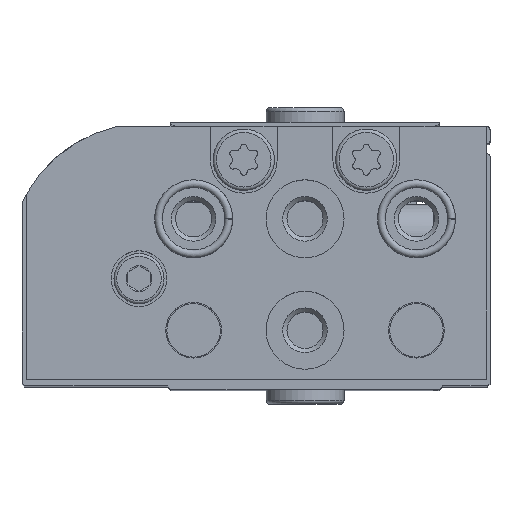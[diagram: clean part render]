
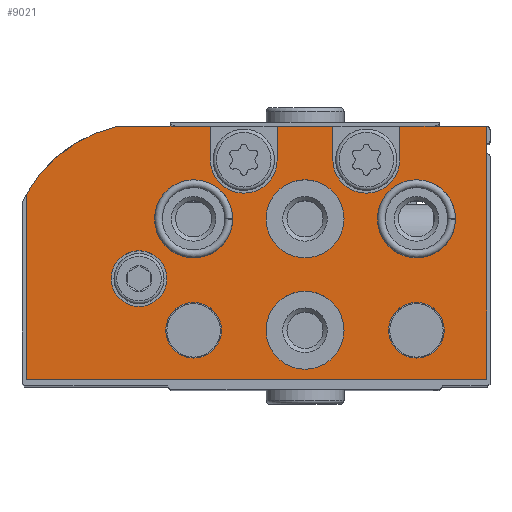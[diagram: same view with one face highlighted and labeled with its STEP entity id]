
A CAD part, top view. The second image highlights one B-rep face of the part: STEP entity #9021.
In plain terms, the highlighted face is planar.
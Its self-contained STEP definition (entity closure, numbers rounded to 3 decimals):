
#920=LINE('',#15544,#1621);
#924=LINE('',#15552,#1625);
#928=LINE('',#15558,#1629);
#931=LINE('',#15578,#1632);
#932=LINE('',#15582,#1633);
#933=LINE('',#15585,#1634);
#934=LINE('',#15587,#1635);
#935=LINE('',#15589,#1636);
#936=LINE('',#15590,#1637);
#937=LINE('',#15594,#1638);
#1621=VECTOR('',#12602,1000.);
#1625=VECTOR('',#12606,1000.);
#1629=VECTOR('',#12610,1000.);
#1632=VECTOR('',#12629,1000.);
#1633=VECTOR('',#12632,1000.);
#1634=VECTOR('',#12635,1000.);
#1635=VECTOR('',#12636,1000.);
#1636=VECTOR('',#12637,1000.);
#1637=VECTOR('',#12638,1000.);
#1638=VECTOR('',#12641,1000.);
#3441=ORIENTED_EDGE('',*,*,#5145,.T.);
#3442=ORIENTED_EDGE('',*,*,#5146,.T.);
#3443=ORIENTED_EDGE('',*,*,#5147,.T.);
#3444=ORIENTED_EDGE('',*,*,#5148,.T.);
#3445=ORIENTED_EDGE('',*,*,#5149,.T.);
#3446=ORIENTED_EDGE('',*,*,#5150,.T.);
#3447=ORIENTED_EDGE('',*,*,#5151,.T.);
#3448=ORIENTED_EDGE('',*,*,#5152,.T.);
#3449=ORIENTED_EDGE('',*,*,#5153,.T.);
#3450=ORIENTED_EDGE('',*,*,#5154,.T.);
#3451=ORIENTED_EDGE('',*,*,#5142,.F.);
#3452=ORIENTED_EDGE('',*,*,#5155,.F.);
#3453=ORIENTED_EDGE('',*,*,#5156,.F.);
#3454=ORIENTED_EDGE('',*,*,#5157,.F.);
#3455=ORIENTED_EDGE('',*,*,#5158,.F.);
#3456=ORIENTED_EDGE('',*,*,#5138,.F.);
#3457=ORIENTED_EDGE('',*,*,#5159,.T.);
#3458=ORIENTED_EDGE('',*,*,#5160,.T.);
#3459=ORIENTED_EDGE('',*,*,#5161,.T.);
#3460=ORIENTED_EDGE('',*,*,#5134,.F.);
#5134=EDGE_CURVE('',#6141,#6142,#920,.T.);
#5138=EDGE_CURVE('',#6145,#6146,#924,.T.);
#5142=EDGE_CURVE('',#6147,#6148,#928,.T.);
#5145=EDGE_CURVE('',#6150,#6150,#6693,.T.);
#5146=EDGE_CURVE('',#6151,#6151,#6694,.T.);
#5147=EDGE_CURVE('',#6152,#6152,#6695,.T.);
#5148=EDGE_CURVE('',#6153,#6153,#6696,.T.);
#5149=EDGE_CURVE('',#6154,#6154,#6697,.T.);
#5150=EDGE_CURVE('',#6155,#6155,#6698,.T.);
#5151=EDGE_CURVE('',#6156,#6156,#6699,.T.);
#5152=EDGE_CURVE('',#6141,#6157,#931,.T.);
#5153=EDGE_CURVE('',#6157,#6158,#6700,.T.);
#5154=EDGE_CURVE('',#6158,#6148,#932,.T.);
#5155=EDGE_CURVE('',#6159,#6147,#6701,.T.);
#5156=EDGE_CURVE('',#6160,#6159,#933,.T.);
#5157=EDGE_CURVE('',#6161,#6160,#934,.T.);
#5158=EDGE_CURVE('',#6146,#6161,#935,.T.);
#5159=EDGE_CURVE('',#6145,#6162,#936,.T.);
#5160=EDGE_CURVE('',#6162,#6163,#6702,.T.);
#5161=EDGE_CURVE('',#6163,#6142,#937,.T.);
#6141=VERTEX_POINT('',#15543);
#6142=VERTEX_POINT('',#15545);
#6145=VERTEX_POINT('',#15551);
#6146=VERTEX_POINT('',#15553);
#6147=VERTEX_POINT('',#15557);
#6148=VERTEX_POINT('',#15559);
#6150=VERTEX_POINT('',#15565);
#6151=VERTEX_POINT('',#15567);
#6152=VERTEX_POINT('',#15569);
#6153=VERTEX_POINT('',#15571);
#6154=VERTEX_POINT('',#15573);
#6155=VERTEX_POINT('',#15575);
#6156=VERTEX_POINT('',#15577);
#6157=VERTEX_POINT('',#15579);
#6158=VERTEX_POINT('',#15581);
#6159=VERTEX_POINT('',#15584);
#6160=VERTEX_POINT('',#15586);
#6161=VERTEX_POINT('',#15588);
#6162=VERTEX_POINT('',#15591);
#6163=VERTEX_POINT('',#15593);
#6693=CIRCLE('',#10403,2.5);
#6694=CIRCLE('',#10404,3.5);
#6695=CIRCLE('',#10405,3.5);
#6696=CIRCLE('',#10406,3.5);
#6697=CIRCLE('',#10407,3.5);
#6698=CIRCLE('',#10408,2.5);
#6699=CIRCLE('',#10409,2.5);
#6700=CIRCLE('',#10410,3.);
#6701=CIRCLE('',#10411,12.5);
#6702=CIRCLE('',#10412,3.);
#7331=EDGE_LOOP('',(#3441));
#7332=EDGE_LOOP('',(#3442));
#7333=EDGE_LOOP('',(#3443));
#7334=EDGE_LOOP('',(#3444));
#7335=EDGE_LOOP('',(#3445));
#7336=EDGE_LOOP('',(#3446));
#7337=EDGE_LOOP('',(#3447));
#7338=EDGE_LOOP('',(#3448,#3449,#3450,#3451,#3452,#3453,#3454,#3455,#3456,
#3457,#3458,#3459,#3460));
#8103=FACE_BOUND('',#7331,.T.);
#8104=FACE_BOUND('',#7332,.T.);
#8105=FACE_BOUND('',#7333,.T.);
#8106=FACE_BOUND('',#7334,.T.);
#8107=FACE_BOUND('',#7335,.T.);
#8108=FACE_BOUND('',#7336,.T.);
#8109=FACE_BOUND('',#7337,.T.);
#8110=FACE_BOUND('',#7338,.T.);
#8595=PLANE('',#10402);
#9021=ADVANCED_FACE('',(#8103,#8104,#8105,#8106,#8107,#8108,#8109,#8110),
#8595,.F.);
#10402=AXIS2_PLACEMENT_3D('',#15563,#12613,#12614);
#10403=AXIS2_PLACEMENT_3D('',#15564,#12615,#12616);
#10404=AXIS2_PLACEMENT_3D('',#15566,#12617,#12618);
#10405=AXIS2_PLACEMENT_3D('',#15568,#12619,#12620);
#10406=AXIS2_PLACEMENT_3D('',#15570,#12621,#12622);
#10407=AXIS2_PLACEMENT_3D('',#15572,#12623,#12624);
#10408=AXIS2_PLACEMENT_3D('',#15574,#12625,#12626);
#10409=AXIS2_PLACEMENT_3D('',#15576,#12627,#12628);
#10410=AXIS2_PLACEMENT_3D('',#15580,#12630,#12631);
#10411=AXIS2_PLACEMENT_3D('',#15583,#12633,#12634);
#10412=AXIS2_PLACEMENT_3D('',#15592,#12639,#12640);
#12602=DIRECTION('',(-1.,0.,0.));
#12606=DIRECTION('',(-1.,0.,0.));
#12610=DIRECTION('',(-1.,0.,0.));
#12613=DIRECTION('',(0.,0.,1.));
#12614=DIRECTION('',(1.,0.,0.));
#12615=DIRECTION('',(0.,0.,1.));
#12616=DIRECTION('',(1.,0.,0.));
#12617=DIRECTION('',(0.,0.,1.));
#12618=DIRECTION('',(1.,0.,0.));
#12619=DIRECTION('',(0.,0.,1.));
#12620=DIRECTION('',(1.,0.,0.));
#12621=DIRECTION('',(0.,0.,1.));
#12622=DIRECTION('',(1.,0.,0.));
#12623=DIRECTION('',(0.,0.,1.));
#12624=DIRECTION('',(1.,0.,0.));
#12625=DIRECTION('',(0.,0.,1.));
#12626=DIRECTION('',(1.,0.,0.));
#12627=DIRECTION('',(0.,0.,1.));
#12628=DIRECTION('',(1.,0.,0.));
#12629=DIRECTION('',(0.,-1.,0.));
#12630=DIRECTION('',(0.,0.,1.));
#12631=DIRECTION('',(1.,0.,0.));
#12632=DIRECTION('',(0.,1.,0.));
#12633=DIRECTION('',(0.,0.,1.));
#12634=DIRECTION('',(1.,0.,0.));
#12635=DIRECTION('',(0.,1.,0.));
#12636=DIRECTION('',(1.,0.,0.));
#12637=DIRECTION('',(0.,-1.,0.));
#12638=DIRECTION('',(0.,-1.,0.));
#12639=DIRECTION('',(0.,0.,1.));
#12640=DIRECTION('',(1.,0.,0.));
#12641=DIRECTION('',(0.,1.,0.));
#15543=CARTESIAN_POINT('',(18.8,22.7,0.));
#15544=CARTESIAN_POINT('',(33.122,22.7,0.));
#15545=CARTESIAN_POINT('',(13.8,22.7,0.));
#15551=CARTESIAN_POINT('',(7.8,22.7,0.));
#15552=CARTESIAN_POINT('',(33.122,22.7,0.));
#15553=CARTESIAN_POINT('',(0.,22.7,0.));
#15557=CARTESIAN_POINT('',(33.122,22.7,0.));
#15558=CARTESIAN_POINT('',(33.122,22.7,0.));
#15559=CARTESIAN_POINT('',(24.8,22.7,0.));
#15563=CARTESIAN_POINT('',(30.4,10.5,0.));
#15564=CARTESIAN_POINT('',(31.2,9.03,0.));
#15565=CARTESIAN_POINT('',(33.7,9.03,0.));
#15566=CARTESIAN_POINT('',(26.3,14.4,0.));
#15567=CARTESIAN_POINT('',(29.8,14.4,0.));
#15568=CARTESIAN_POINT('',(16.3,14.4,0.));
#15569=CARTESIAN_POINT('',(19.8,14.4,0.));
#15570=CARTESIAN_POINT('',(6.3,14.4,0.));
#15571=CARTESIAN_POINT('',(9.8,14.4,0.));
#15572=CARTESIAN_POINT('',(16.3,4.4,0.));
#15573=CARTESIAN_POINT('',(19.8,4.4,0.));
#15574=CARTESIAN_POINT('',(26.3,4.4,0.));
#15575=CARTESIAN_POINT('',(28.8,4.4,0.));
#15576=CARTESIAN_POINT('',(6.3,4.4,0.));
#15577=CARTESIAN_POINT('',(8.8,4.4,0.));
#15578=CARTESIAN_POINT('',(18.8,22.7,0.));
#15579=CARTESIAN_POINT('',(18.8,19.7,0.));
#15580=CARTESIAN_POINT('',(21.8,19.7,0.));
#15581=CARTESIAN_POINT('',(24.8,19.7,0.));
#15582=CARTESIAN_POINT('',(24.8,19.7,0.));
#15583=CARTESIAN_POINT('',(30.4,10.5,0.));
#15584=CARTESIAN_POINT('',(41.3,16.619,0.));
#15585=CARTESIAN_POINT('',(41.3,0.,0.));
#15586=CARTESIAN_POINT('',(41.3,0.,0.));
#15587=CARTESIAN_POINT('',(0.,0.,0.));
#15588=CARTESIAN_POINT('',(0.,0.,0.));
#15589=CARTESIAN_POINT('',(0.,22.7,0.));
#15590=CARTESIAN_POINT('',(7.8,22.7,0.));
#15591=CARTESIAN_POINT('',(7.8,19.7,0.));
#15592=CARTESIAN_POINT('',(10.8,19.7,0.));
#15593=CARTESIAN_POINT('',(13.8,19.7,0.));
#15594=CARTESIAN_POINT('',(13.8,19.7,0.));
